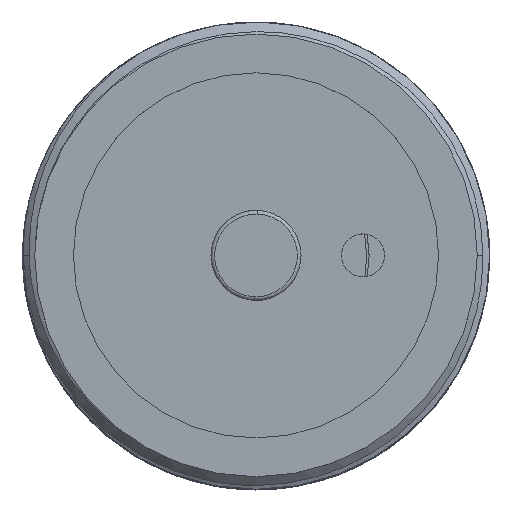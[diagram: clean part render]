
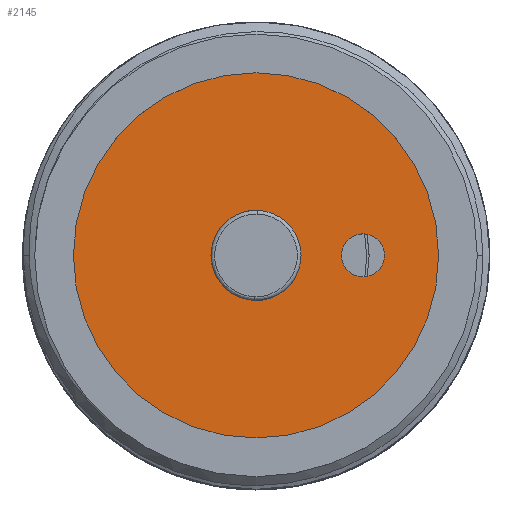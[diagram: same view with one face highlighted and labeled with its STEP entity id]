
A CAD part, top view. The second image highlights one B-rep face of the part: STEP entity #2145.
In plain terms, the highlighted face is planar.
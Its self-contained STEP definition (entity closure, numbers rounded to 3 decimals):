
#97 = EDGE_LOOP ( 'NONE', ( #8219, #9301 ) ) ;
#133 = DIRECTION ( 'NONE',  ( 1., 0., 0. ) ) ;
#220 = DIRECTION ( 'NONE',  ( 0., 0., -1. ) ) ;
#263 = VERTEX_POINT ( 'NONE', #6034 ) ;
#1068 = CARTESIAN_POINT ( 'NONE',  ( 0., 0., 0. ) ) ;
#1097 = VERTEX_POINT ( 'NONE', #1361 ) ;
#1361 = CARTESIAN_POINT ( 'NONE',  ( 0., -8.7, -1.75 ) ) ;
#1383 = ORIENTED_EDGE ( 'NONE', *, *, #3268, .F. ) ;
#1539 = EDGE_LOOP ( 'NONE', ( #2692, #13171 ) ) ;
#1701 = FACE_BOUND ( 'NONE', #97, .T. ) ;
#1877 = AXIS2_PLACEMENT_3D ( 'NONE', #1068, #133, #4241 ) ;
#2027 = CIRCLE ( 'NONE', #11498, 15.5 ) ;
#2105 = AXIS2_PLACEMENT_3D ( 'NONE', #11587, #4234, #6284 ) ;
#2145 = ADVANCED_FACE ( 'NONE', ( #1701, #11941, #2851 ), #6426, .F. ) ;
#2692 = ORIENTED_EDGE ( 'NONE', *, *, #11860, .F. ) ;
#2792 = CARTESIAN_POINT ( 'NONE',  ( 0., 0., 0. ) ) ;
#2851 = FACE_OUTER_BOUND ( 'NONE', #1539, .T. ) ;
#3067 = CIRCLE ( 'NONE', #5644, 1.75 ) ;
#3142 = DIRECTION ( 'NONE',  ( 0., 0., -1. ) ) ;
#3268 = EDGE_CURVE ( 'NONE', #3705, #3512, #10273, .T. ) ;
#3512 = VERTEX_POINT ( 'NONE', #13091 ) ;
#3521 = CIRCLE ( 'NONE', #2105, 15.5 ) ;
#3705 = VERTEX_POINT ( 'NONE', #5079 ) ;
#3836 = DIRECTION ( 'NONE',  ( -1., 0., 0. ) ) ;
#3944 = VERTEX_POINT ( 'NONE', #13677 ) ;
#4234 = DIRECTION ( 'NONE',  ( 1., 0., 0. ) ) ;
#4241 = DIRECTION ( 'NONE',  ( 0., 0., -1. ) ) ;
#4417 = DIRECTION ( 'NONE',  ( 1., 0., 0. ) ) ;
#4905 = DIRECTION ( 'NONE',  ( 0., 0., -1. ) ) ;
#5079 = CARTESIAN_POINT ( 'NONE',  ( 0., 0., -2.5 ) ) ;
#5097 = ORIENTED_EDGE ( 'NONE', *, *, #7704, .F. ) ;
#5644 = AXIS2_PLACEMENT_3D ( 'NONE', #12830, #10821, #9811 ) ;
#5888 = CARTESIAN_POINT ( 'NONE',  ( 0., 0., 15.5 ) ) ;
#6034 = CARTESIAN_POINT ( 'NONE',  ( 0., 0., -15.5 ) ) ;
#6241 = AXIS2_PLACEMENT_3D ( 'NONE', #11622, #12785, #12695 ) ;
#6284 = DIRECTION ( 'NONE',  ( 0., 0., -1. ) ) ;
#6426 = PLANE ( 'NONE',  #1877 ) ;
#7345 = CIRCLE ( 'NONE', #12609, 2.5 ) ;
#7671 = VERTEX_POINT ( 'NONE', #5888 ) ;
#7704 = EDGE_CURVE ( 'NONE', #3512, #3705, #7345, .T. ) ;
#8014 = CIRCLE ( 'NONE', #6241, 1.75 ) ;
#8219 = ORIENTED_EDGE ( 'NONE', *, *, #9095, .F. ) ;
#9095 = EDGE_CURVE ( 'NONE', #1097, #3944, #8014, .T. ) ;
#9301 = ORIENTED_EDGE ( 'NONE', *, *, #13105, .F. ) ;
#9411 = AXIS2_PLACEMENT_3D ( 'NONE', #13700, #11512, #3142 ) ;
#9693 = CARTESIAN_POINT ( 'NONE',  ( 0., 0., 0. ) ) ;
#9811 = DIRECTION ( 'NONE',  ( 0., 0., -1. ) ) ;
#10273 = CIRCLE ( 'NONE', #9411, 2.5 ) ;
#10821 = DIRECTION ( 'NONE',  ( -1., 0., 0. ) ) ;
#11498 = AXIS2_PLACEMENT_3D ( 'NONE', #9693, #4417, #220 ) ;
#11512 = DIRECTION ( 'NONE',  ( -1., 0., 0. ) ) ;
#11587 = CARTESIAN_POINT ( 'NONE',  ( 0., 0., 0. ) ) ;
#11622 = CARTESIAN_POINT ( 'NONE',  ( 0., -8.7, 0. ) ) ;
#11860 = EDGE_CURVE ( 'NONE', #263, #7671, #3521, .T. ) ;
#11941 = FACE_BOUND ( 'NONE', #13040, .T. ) ;
#12092 = EDGE_CURVE ( 'NONE', #7671, #263, #2027, .T. ) ;
#12609 = AXIS2_PLACEMENT_3D ( 'NONE', #2792, #3836, #4905 ) ;
#12695 = DIRECTION ( 'NONE',  ( 0., 0., -1. ) ) ;
#12785 = DIRECTION ( 'NONE',  ( -1., 0., 0. ) ) ;
#12830 = CARTESIAN_POINT ( 'NONE',  ( 0., -8.7, 0. ) ) ;
#13040 = EDGE_LOOP ( 'NONE', ( #1383, #5097 ) ) ;
#13091 = CARTESIAN_POINT ( 'NONE',  ( 0., 0., 2.5 ) ) ;
#13105 = EDGE_CURVE ( 'NONE', #3944, #1097, #3067, .T. ) ;
#13171 = ORIENTED_EDGE ( 'NONE', *, *, #12092, .F. ) ;
#13677 = CARTESIAN_POINT ( 'NONE',  ( 0., -8.7, 1.75 ) ) ;
#13700 = CARTESIAN_POINT ( 'NONE',  ( 0., 0., 0. ) ) ;
